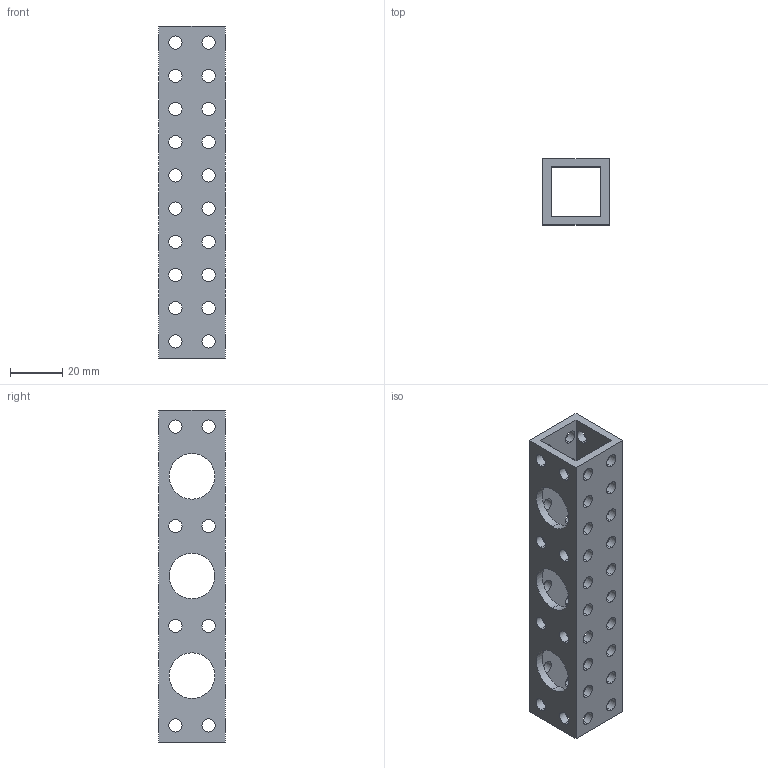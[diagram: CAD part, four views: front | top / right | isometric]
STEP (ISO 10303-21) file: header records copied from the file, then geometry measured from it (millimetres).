
FILE_DESCRIPTION (( 'STEP AP214' ), '1' );
FILE_NAME ('am-5002-0500 Robits 1.0x1.0x5.0 Tube.STEP', '2024-03-11T18:17:30', ( '' ), ( '' ), 'SwSTEP 2.0', 'SolidWorks 2024', '' );
FILE_SCHEMA (( 'AUTOMOTIVE_DESIGN' ));
Length unit declared in the file: inch
Products named in the file (1): am-5002-0500 Robits 1.0x1.0x5.0 Tube
Bounding box: 25.4 x 25.4 x 127 mm (x, y, z)
Volume: 27644.4 mm3; surface area: 21875.2 mm2
Topology: 1 solids, 1 shells, 134 faces, 396 edges, 264 vertices
Faces by surface type: cylinder 124, plane 10
Entity records: 4907 total; most frequent: DIRECTION 914, CARTESIAN_POINT 795, ORIENTED_EDGE 792, EDGE_CURVE 396, AXIS2_PLACEMENT_3D 383, VERTEX_POINT 264, EDGE_LOOP 260, CIRCLE 248
